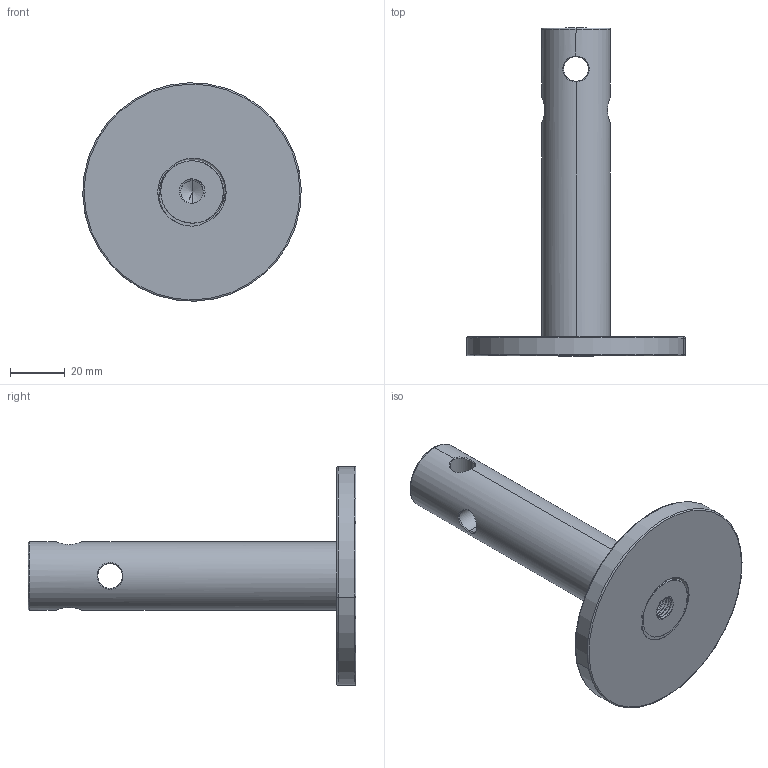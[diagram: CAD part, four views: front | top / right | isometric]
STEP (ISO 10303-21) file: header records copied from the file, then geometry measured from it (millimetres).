
FILE_DESCRIPTION (( 'STEP AP214' ), '1' );
FILE_NAME ('0069.01.01.STEP', '2023-04-20T09:31:57', ( '' ), ( '' ), 'SwSTEP 2.0', 'SolidWorks 2023', '' );
FILE_SCHEMA (( 'AUTOMOTIVE_DESIGN' ));
Length unit declared in the file: millimetre
Products named in the file (3): 0069.01.001; 0069.01.002; 0069.01.01
Assembly tree (2 placements, depth 2):
  0069.01.01
    0069.01.001
    0069.01.002
Bounding box: 79.98 x 120 x 79.98 mm (x, y, z)
Volume: 85774 mm3; surface area: 24374.3 mm2
Topology: 2 solids, 2 shells, 87 faces, 237 edges, 152 vertices
Faces by surface type: cylinder 55, bspline 17, plane 7, torus 6, cone 2
Entity records: 14321 total; most frequent: CARTESIAN_POINT 12465, ORIENTED_EDGE 470, DIRECTION 267, EDGE_CURVE 235, VERTEX_POINT 152, AXIS2_PLACEMENT_3D 102, EDGE_LOOP 93, ADVANCED_FACE 87
